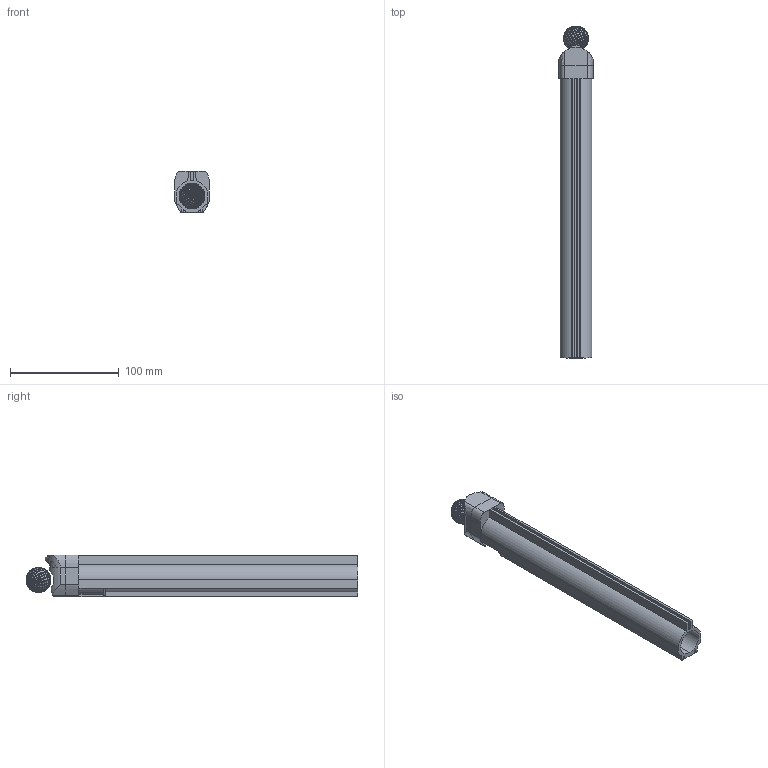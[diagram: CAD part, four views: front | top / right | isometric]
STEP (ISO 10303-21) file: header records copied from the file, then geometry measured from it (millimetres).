
FILE_DESCRIPTION (( 'STEP AP203' ), '1' );
FILE_NAME ('12rnd_Rival_Magazine.STEP', '2022-08-08T13:41:01', ( '' ), ( '' ), 'SwSTEP 2.0', 'SolidWorks 2020', '' );
FILE_SCHEMA (( 'CONFIG_CONTROL_DESIGN' ));
Length unit declared in the file: millimetre
Products named in the file (5): Rival Ball; Rival_Mag_Body; Rival_Mag_keeper; 12rnd_Rival_Magazine; Rival_Mag_Head
Assembly tree (4 placements, depth 2):
  12rnd_Rival_Magazine
    Rival_Mag_Body
    Rival_Mag_Head
    Rival Ball
    Rival_Mag_keeper
Bounding box: 31.75 x 304.6 x 38.5 mm (x, y, z)
Volume: 101098.9 mm3; surface area: 67414.2 mm2
Topology: 4 solids, 4 shells, 933 faces, 2216 edges, 1551 vertices
Faces by surface type: sphere 742, plane 132, cylinder 46, bspline 13
Entity records: 29281 total; most frequent: DIRECTION 5775, CARTESIAN_POINT 5283, ORIENTED_EDGE 4422, AXIS2_PLACEMENT_3D 2704, EDGE_CURVE 2211, CIRCLE 1777, VERTEX_POINT 1548, EDGE_LOOP 1203
